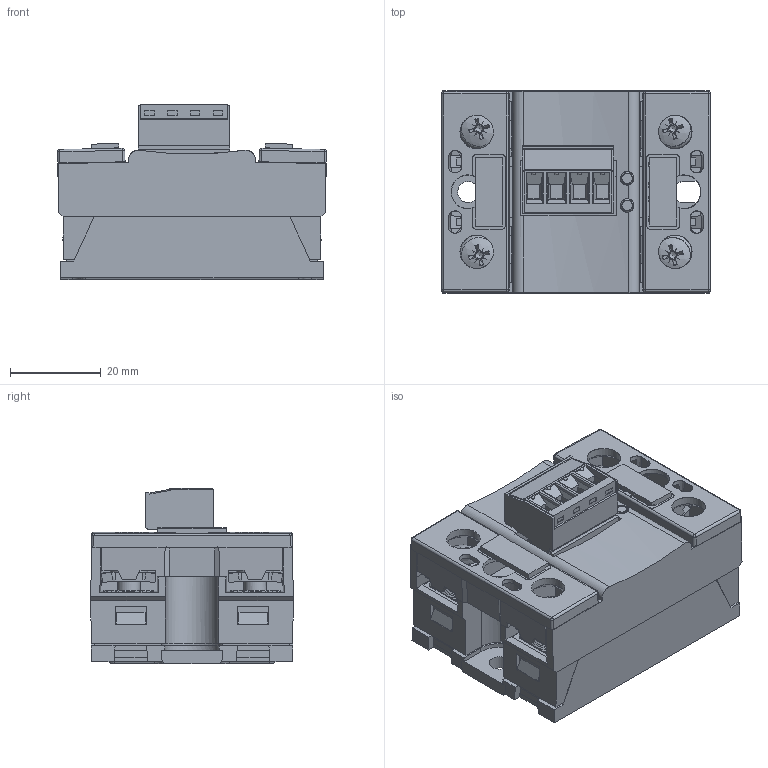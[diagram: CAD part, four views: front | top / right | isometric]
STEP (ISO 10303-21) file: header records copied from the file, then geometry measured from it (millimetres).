
FILE_DESCRIPTION(/* description */ (''),/* implementation_level */ '2;1');
FILE_NAME(/* name */ '3d_HS2B_Screw.stp',/* time_stamp */ '2023-11-29T15:34:14+01:00',/* author */ (''),/* organization */ (''),/* preprocessor_version */ 'ST-DEVELOPER v16.7',/* originating_system */ 'SIEMENS PLM Software NX 12.0',/* authorisation */ '');
FILE_SCHEMA (('AUTOMOTIVE_DESIGN { 1 0 10303 214 3 1 1 1 }'));
Products named in the file (1): Rugg1318F122vh51
Bounding box: 59.39 x 44.8 x 38.87 mm (x, y, z)
Surface area: 21647.4 mm2 (no closed solid volume)
Topology: 0 solids, 294 shells, 954 faces, 4017 edges, 3283 vertices
Faces by surface type: plane 647, cone 138, cylinder 115, torus 20, sphere 18, bspline 16
Full cylindrical faces by diameter (mm): 2.35 x2, 3 x2, 4 x4, 4.7 x1, 5 x4, 7.4 x4
Entity records: 48810 total; most frequent: CARTESIAN_POINT 20984, ORIENTED_EDGE 5445, EDGE_CURVE 3920, VERTEX_POINT 3262, B_SPLINE_CURVE_WITH_KNOTS 3149, DIRECTION 2811, AXIS2_PLACEMENT_3D 1100, EDGE_LOOP 1077
